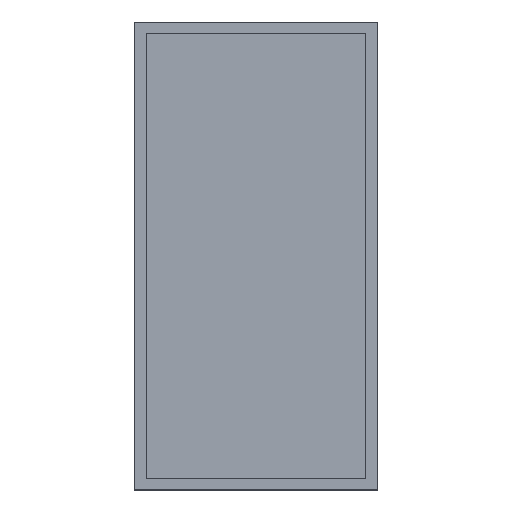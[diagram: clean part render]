
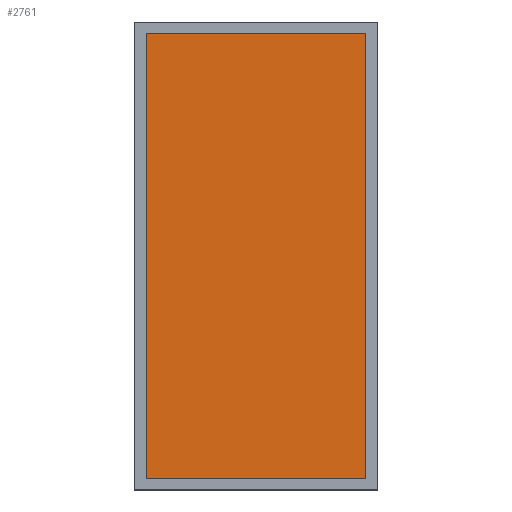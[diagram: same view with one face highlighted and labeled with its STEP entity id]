
A CAD part, left-side view. The second image highlights one B-rep face of the part: STEP entity #2761.
In plain terms, the highlighted planar face has unit normal (-1, 0, 0).
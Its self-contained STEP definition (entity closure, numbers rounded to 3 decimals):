
#176 = CARTESIAN_POINT ( 'NONE',  ( -1.25, 1.04, 1. ) ) ;
#216 = CARTESIAN_POINT ( 'NONE',  ( -1.25, 0.99, 0.95 ) ) ;
#428 = DIRECTION ( 'NONE',  ( 0., -1., 0. ) ) ;
#597 = CARTESIAN_POINT ( 'NONE',  ( -1.25, 0.05, 0.95 ) ) ;
#706 = DIRECTION ( 'NONE',  ( 1., 0., 0. ) ) ;
#735 = ORIENTED_EDGE ( 'NONE', *, *, #5735, .F. ) ;
#993 = EDGE_CURVE ( 'NONE', #5541, #4311, #5898, .T. ) ;
#1035 = LINE ( 'NONE', #597, #2569 ) ;
#1158 = EDGE_CURVE ( 'NONE', #6243, #5512, #1035, .T. ) ;
#1267 = VECTOR ( 'NONE', #4396, 1000. ) ;
#1319 = CARTESIAN_POINT ( 'NONE',  ( -1.25, 0.99, -1. ) ) ;
#1448 = CARTESIAN_POINT ( 'NONE',  ( -1.25, 0.99, -0.95 ) ) ;
#2219 = VECTOR ( 'NONE', #428, 1000. ) ;
#2345 = ORIENTED_EDGE ( 'NONE', *, *, #3552, .F. ) ;
#2408 = FACE_OUTER_BOUND ( 'NONE', #5538, .T. ) ;
#2445 = ORIENTED_EDGE ( 'NONE', *, *, #1158, .F. ) ;
#2569 = VECTOR ( 'NONE', #5994, 1000. ) ;
#2761 = ADVANCED_FACE ( 'NONE', ( #2408 ), #5599, .F. ) ;
#3311 = VECTOR ( 'NONE', #4345, 1000. ) ;
#3425 = AXIS2_PLACEMENT_3D ( 'NONE', #176, #706, #5165 ) ;
#3552 = EDGE_CURVE ( 'NONE', #5512, #5541, #6175, .T. ) ;
#3973 = ORIENTED_EDGE ( 'NONE', *, *, #993, .F. ) ;
#4311 = VERTEX_POINT ( 'NONE', #216 ) ;
#4345 = DIRECTION ( 'NONE',  ( 0., 1., 0. ) ) ;
#4396 = DIRECTION ( 'NONE',  ( 0., 0., 1. ) ) ;
#5165 = DIRECTION ( 'NONE',  ( 0., 0., -1. ) ) ;
#5206 = CARTESIAN_POINT ( 'NONE',  ( -1.25, 0.05, 0.95 ) ) ;
#5287 = CARTESIAN_POINT ( 'NONE',  ( -1.25, 0.99, -0.95 ) ) ;
#5436 = CARTESIAN_POINT ( 'NONE',  ( -1.25, 0.99, 0.95 ) ) ;
#5512 = VERTEX_POINT ( 'NONE', #5834 ) ;
#5538 = EDGE_LOOP ( 'NONE', ( #2445, #735, #3973, #2345 ) ) ;
#5541 = VERTEX_POINT ( 'NONE', #1448 ) ;
#5599 = PLANE ( 'NONE',  #3425 ) ;
#5735 = EDGE_CURVE ( 'NONE', #4311, #6243, #6328, .T. ) ;
#5834 = CARTESIAN_POINT ( 'NONE',  ( -1.25, 0.05, -0.95 ) ) ;
#5898 = LINE ( 'NONE', #1319, #1267 ) ;
#5994 = DIRECTION ( 'NONE',  ( 0., 0., -1. ) ) ;
#6175 = LINE ( 'NONE', #5287, #3311 ) ;
#6243 = VERTEX_POINT ( 'NONE', #5206 ) ;
#6328 = LINE ( 'NONE', #5436, #2219 ) ;
